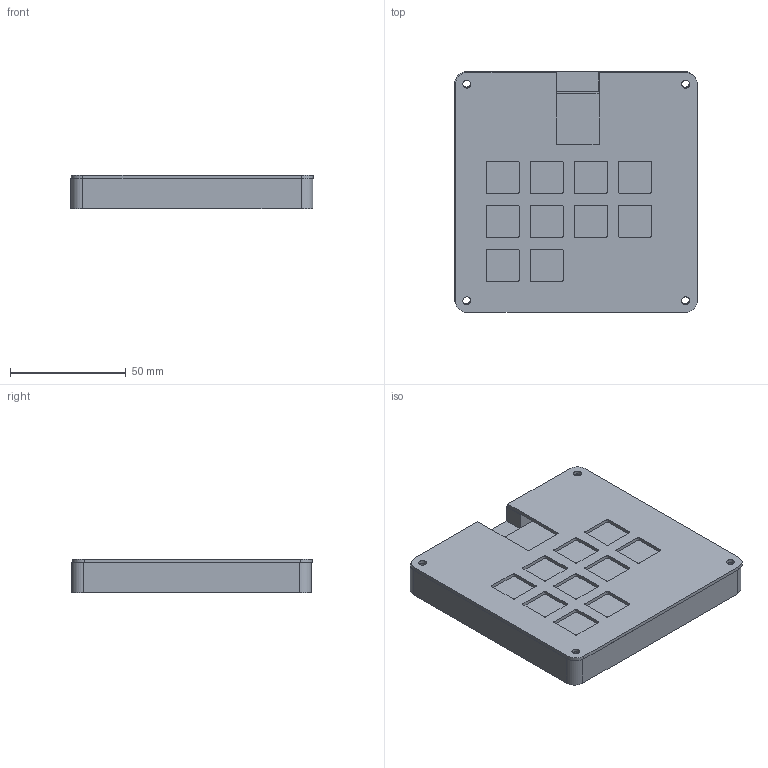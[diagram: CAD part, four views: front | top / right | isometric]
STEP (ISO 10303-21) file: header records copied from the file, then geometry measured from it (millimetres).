
FILE_DESCRIPTION(/* description */ (''),/* implementation_level */ '2;1');
FILE_NAME(/* name */ 'Macropad Whole v2.step',/* time_stamp */ '2025-05-30T17:42:14-06:00',/* author */ (''),/* organization */ (''),/* preprocessor_version */ 'ST-DEVELOPER v20.1',/* originating_system */ 'Autodesk Translation Framework v14.10.0.0',/* authorisation */ '');
FILE_SCHEMA (('AUTOMOTIVE_DESIGN { 1 0 10303 214 3 1 1 }'));
Length unit declared in the file: millimetre
Products named in the file (4): Macropad Whole; UwU Pad Case Top; Macropad Case; Macropad
Assembly tree (3 placements, depth 3):
  Macropad Whole
    UwU Pad Case Top
    Macropad Case
      Macropad
Bounding box: 104.91 x 104.25 x 14.5 mm (x, y, z)
Volume: 112004.2 mm3; surface area: 64790.2 mm2
Topology: 3 solids, 3 shells, 273 faces, 762 edges, 508 vertices
Faces by surface type: plane 129, bspline 84, cylinder 60
Full cylindrical faces by diameter (mm): 3.4 x8, 6 x4
Entity records: 9714 total; most frequent: CARTESIAN_POINT 2978, ORIENTED_EDGE 1524, DIRECTION 1106, EDGE_CURVE 762, VERTEX_POINT 508, LINE 474, VECTOR 474, EDGE_LOOP 322
